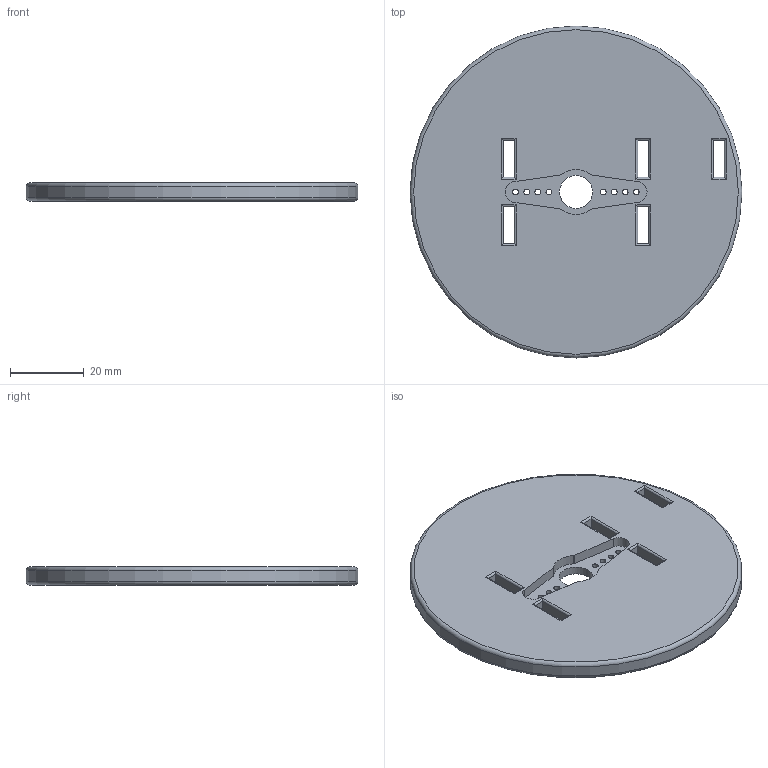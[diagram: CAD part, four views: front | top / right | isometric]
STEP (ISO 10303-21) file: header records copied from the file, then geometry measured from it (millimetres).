
FILE_DESCRIPTION(/* description */ (''),/* implementation_level */ '2;1');
FILE_NAME(/* name */ '1ea839c4-e4dc-4056-8584-319a9daffff8.stp',/* time_stamp */ '2026-02-26T19:23:56Z',/* author */ (''),/* organization */ (''),/* preprocessor_version */ 'ST-DEVELOPER v20.1',/* originating_system */ 'Autodesk Translation Framework v14.24.0.0',/* authorisation */ '');
FILE_SCHEMA (('AUTOMOTIVE_DESIGN { 1 0 10303 214 3 1 1 }'));
Length unit declared in the file: millimetre
Products named in the file (2): connectsToBase; straightServoHornMountv1 v1
Assembly tree (1 placements, depth 2):
  connectsToBase
    straightServoHornMountv1 v1
Bounding box: 90 x 90 x 5 mm (x, y, z)
Volume: 29922.9 mm3; surface area: 14445.5 mm2
Topology: 1 solids, 1 shells, 67 faces, 171 edges, 107 vertices
Faces by surface type: cylinder 38, plane 27, torus 2
Full cylindrical faces by diameter (mm): 1.5 x1, 1.503 x1, 1.6 x6, 9 x1, 90 x1
Entity records: 2116 total; most frequent: DIRECTION 372, CARTESIAN_POINT 348, ORIENTED_EDGE 342, EDGE_CURVE 171, AXIS2_PLACEMENT_3D 131, LINE 110, VECTOR 110, VERTEX_POINT 107
